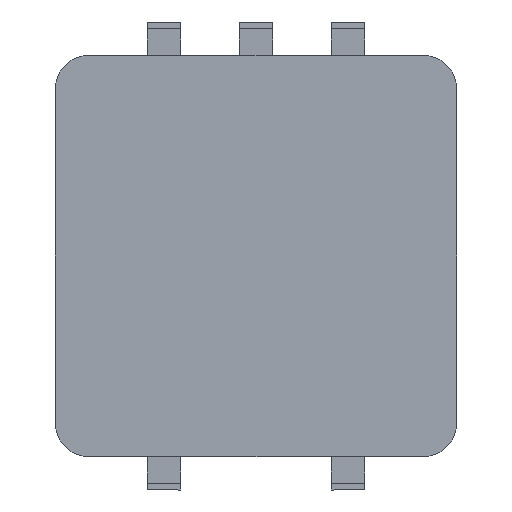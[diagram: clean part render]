
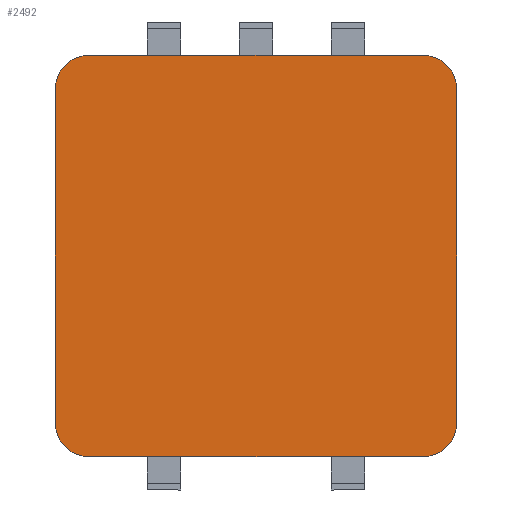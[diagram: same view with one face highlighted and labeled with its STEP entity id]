
A CAD part, front view. The second image highlights one B-rep face of the part: STEP entity #2492.
In plain terms, the highlighted planar face has unit normal (0, -1, 0).
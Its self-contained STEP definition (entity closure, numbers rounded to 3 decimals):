
#39 = CIRCLE ( 'NONE', #532, 1. ) ;
#48 = EDGE_CURVE ( 'NONE', #331, #1867, #39, .T. ) ;
#86 = CARTESIAN_POINT ( 'NONE',  ( 0., 0., 0. ) ) ;
#131 = AXIS2_PLACEMENT_3D ( 'NONE', #86, #764, #2453 ) ;
#147 = EDGE_CURVE ( 'NONE', #976, #173, #938, .T. ) ;
#173 = VERTEX_POINT ( 'NONE', #1840 ) ;
#194 = VECTOR ( 'NONE', #1742, 1000. ) ;
#210 = EDGE_CURVE ( 'NONE', #976, #2084, #2136, .T. ) ;
#331 = VERTEX_POINT ( 'NONE', #2012 ) ;
#463 = EDGE_CURVE ( 'NONE', #1104, #1237, #2963, .T. ) ;
#532 = AXIS2_PLACEMENT_3D ( 'NONE', #1500, #1981, #537 ) ;
#537 = DIRECTION ( 'NONE',  ( 0., 0., -1. ) ) ;
#552 = DIRECTION ( 'NONE',  ( 0., -1., 0. ) ) ;
#562 = CARTESIAN_POINT ( 'NONE',  ( -6., 0., 5. ) ) ;
#572 = AXIS2_PLACEMENT_3D ( 'NONE', #2099, #1830, #2810 ) ;
#753 = CARTESIAN_POINT ( 'NONE',  ( -5., 0., -6. ) ) ;
#764 = DIRECTION ( 'NONE',  ( 0., -1., 0. ) ) ;
#787 = PLANE ( 'NONE',  #131 ) ;
#797 = ORIENTED_EDGE ( 'NONE', *, *, #210, .T. ) ;
#811 = VERTEX_POINT ( 'NONE', #1671 ) ;
#821 = CARTESIAN_POINT ( 'NONE',  ( -5., 0., 5. ) ) ;
#887 = VECTOR ( 'NONE', #2877, 1000. ) ;
#938 = LINE ( 'NONE', #1535, #194 ) ;
#976 = VERTEX_POINT ( 'NONE', #3032 ) ;
#979 = LINE ( 'NONE', #1626, #887 ) ;
#1009 = DIRECTION ( 'NONE',  ( 0., 0., -1. ) ) ;
#1040 = ORIENTED_EDGE ( 'NONE', *, *, #1235, .T. ) ;
#1103 = CARTESIAN_POINT ( 'NONE',  ( -6., 0., -6. ) ) ;
#1104 = VERTEX_POINT ( 'NONE', #2368 ) ;
#1118 = CIRCLE ( 'NONE', #572, 1. ) ;
#1133 = AXIS2_PLACEMENT_3D ( 'NONE', #1468, #1962, #1009 ) ;
#1235 = EDGE_CURVE ( 'NONE', #1104, #173, #2288, .T. ) ;
#1237 = VERTEX_POINT ( 'NONE', #1937 ) ;
#1274 = CARTESIAN_POINT ( 'NONE',  ( 6., 0., 6. ) ) ;
#1366 = ORIENTED_EDGE ( 'NONE', *, *, #463, .F. ) ;
#1463 = ORIENTED_EDGE ( 'NONE', *, *, #147, .F. ) ;
#1468 = CARTESIAN_POINT ( 'NONE',  ( 5., 0., 5. ) ) ;
#1471 = EDGE_CURVE ( 'NONE', #331, #2084, #979, .T. ) ;
#1500 = CARTESIAN_POINT ( 'NONE',  ( -5., 0., -5. ) ) ;
#1527 = ORIENTED_EDGE ( 'NONE', *, *, #1604, .T. ) ;
#1535 = CARTESIAN_POINT ( 'NONE',  ( -6., 0., 6. ) ) ;
#1604 = EDGE_CURVE ( 'NONE', #811, #1237, #1118, .T. ) ;
#1626 = CARTESIAN_POINT ( 'NONE',  ( -6., 0., 6. ) ) ;
#1671 = CARTESIAN_POINT ( 'NONE',  ( 5., 0., -6. ) ) ;
#1687 = VECTOR ( 'NONE', #1754, 1000. ) ;
#1711 = EDGE_CURVE ( 'NONE', #811, #1867, #2626, .T. ) ;
#1742 = DIRECTION ( 'NONE',  ( 1., 0., 0. ) ) ;
#1754 = DIRECTION ( 'NONE',  ( 0., 0., -1. ) ) ;
#1790 = EDGE_LOOP ( 'NONE', ( #2284, #2094, #3035, #1527, #1366, #1040, #1463, #797 ) ) ;
#1830 = DIRECTION ( 'NONE',  ( 0., -1., 0. ) ) ;
#1840 = CARTESIAN_POINT ( 'NONE',  ( 5., 0., 6. ) ) ;
#1867 = VERTEX_POINT ( 'NONE', #753 ) ;
#1925 = AXIS2_PLACEMENT_3D ( 'NONE', #821, #552, #2478 ) ;
#1937 = CARTESIAN_POINT ( 'NONE',  ( 6., 0., -5. ) ) ;
#1962 = DIRECTION ( 'NONE',  ( 0., -1., 0. ) ) ;
#1981 = DIRECTION ( 'NONE',  ( 0., -1., 0. ) ) ;
#1984 = VECTOR ( 'NONE', #3019, 1000. ) ;
#2012 = CARTESIAN_POINT ( 'NONE',  ( -6., 0., -5. ) ) ;
#2084 = VERTEX_POINT ( 'NONE', #562 ) ;
#2094 = ORIENTED_EDGE ( 'NONE', *, *, #48, .T. ) ;
#2099 = CARTESIAN_POINT ( 'NONE',  ( 5., 0., -5. ) ) ;
#2127 = FACE_OUTER_BOUND ( 'NONE', #1790, .T. ) ;
#2136 = CIRCLE ( 'NONE', #1925, 1. ) ;
#2284 = ORIENTED_EDGE ( 'NONE', *, *, #1471, .F. ) ;
#2288 = CIRCLE ( 'NONE', #1133, 1. ) ;
#2368 = CARTESIAN_POINT ( 'NONE',  ( 6., 0., 5. ) ) ;
#2453 = DIRECTION ( 'NONE',  ( 0., 0., -1. ) ) ;
#2478 = DIRECTION ( 'NONE',  ( 0., 0., -1. ) ) ;
#2492 = ADVANCED_FACE ( 'NONE', ( #2127 ), #787, .T. ) ;
#2626 = LINE ( 'NONE', #1103, #1984 ) ;
#2810 = DIRECTION ( 'NONE',  ( 0., 0., -1. ) ) ;
#2877 = DIRECTION ( 'NONE',  ( 0., 0., 1. ) ) ;
#2963 = LINE ( 'NONE', #1274, #1687 ) ;
#3019 = DIRECTION ( 'NONE',  ( -1., 0., 0. ) ) ;
#3032 = CARTESIAN_POINT ( 'NONE',  ( -5., 0., 6. ) ) ;
#3035 = ORIENTED_EDGE ( 'NONE', *, *, #1711, .F. ) ;
